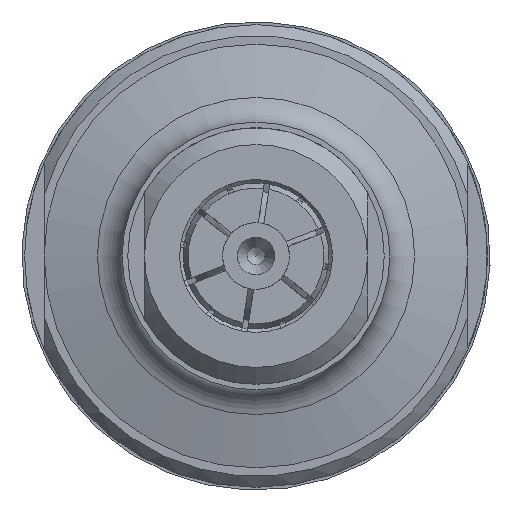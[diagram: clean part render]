
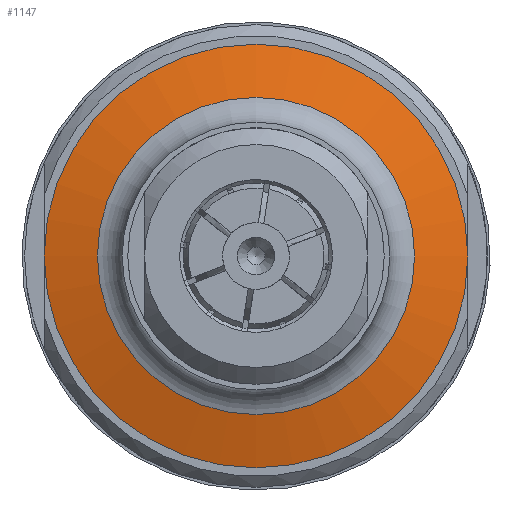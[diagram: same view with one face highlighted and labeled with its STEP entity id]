
A CAD part, left-side view. The second image highlights one B-rep face of the part: STEP entity #1147.
In plain terms, the highlighted conical face has half-angle 75 degrees and reference radius 16.612 mm.
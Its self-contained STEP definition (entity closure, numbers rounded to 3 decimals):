
#1116=CARTESIAN_POINT('',(-90.5,19.,0.));
#1117=VERTEX_POINT('',#1116);
#1118=CARTESIAN_POINT('',(-90.5,0.,0.));
#1119=DIRECTION('',(1.0,0.0,0.0));
#1120=DIRECTION('',(0.0,1.0,0.0));
#1121=AXIS2_PLACEMENT_3D('',#1118,#1119,#1120);
#1122=CIRCLE('',#1121,19.0);
#1123=EDGE_CURVE('',#1117,#1117,#1122,.T.);
#1128=CARTESIAN_POINT('',(-91.14,0.,0.));
#1129=DIRECTION('',(1.0,0.,0.));
#1130=DIRECTION('',(0.0,1.0,0.0));
#1131=AXIS2_PLACEMENT_3D('',#1128,#1129,#1130);
#1132=CONICAL_SURFACE('',#1131,16.612,75.);
#1133=ORIENTED_EDGE('',*,*,#1123,.F.);
#1134=EDGE_LOOP('',(#1133));
#1135=FACE_OUTER_BOUND('',#1134,.T.);
#1136=CARTESIAN_POINT('',(-91.78,14.224,0.));
#1137=VERTEX_POINT('',#1136);
#1138=CARTESIAN_POINT('',(-91.78,0.,0.));
#1139=DIRECTION('',(1.0,0.0,0.0));
#1140=DIRECTION('',(0.0,1.0,0.0));
#1141=AXIS2_PLACEMENT_3D('',#1138,#1139,#1140);
#1142=CIRCLE('',#1141,14.224);
#1143=EDGE_CURVE('',#1137,#1137,#1142,.T.);
#1144=ORIENTED_EDGE('',*,*,#1143,.T.);
#1145=EDGE_LOOP('',(#1144));
#1146=FACE_BOUND('',#1145,.T.);
#1147=ADVANCED_FACE('',(#1135,#1146),#1132,.T.);
